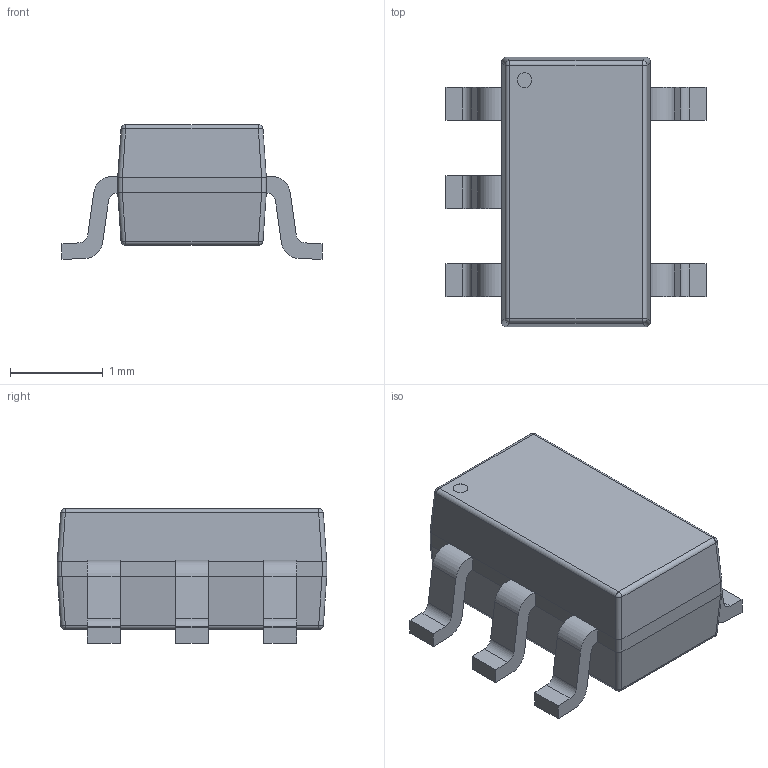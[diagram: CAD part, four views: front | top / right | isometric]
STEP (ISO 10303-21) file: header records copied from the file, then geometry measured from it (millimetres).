
FILE_DESCRIPTION (( 'STEP AP214' ), '1' );
FILE_NAME ('MCP1793T-5002H-OT.STEP', '2022-12-07T07:39:06', ( '' ), ( '' ), 'SwSTEP 2.0', 'SolidWorks 2022', '' );
FILE_SCHEMA (( 'AUTOMOTIVE_DESIGN' ));
Length unit declared in the file: millimetre
Products named in the file (1): MCP1793T-5002H-OT
Bounding box: 2.8 x 2.9 x 1.45 mm (x, y, z)
Volume: 6.2 mm3; surface area: 26.3 mm2
Topology: 7 solids, 7 shells, 109 faces, 258 edges, 164 vertices
Faces by surface type: plane 57, cylinder 44, sphere 8
Entity records: 3904 total; most frequent: CARTESIAN_POINT 556, DIRECTION 542, ORIENTED_EDGE 516, EDGE_CURVE 258, AXIS2_PLACEMENT_3D 182, VECTOR 178, LINE 178, VERTEX_POINT 164
